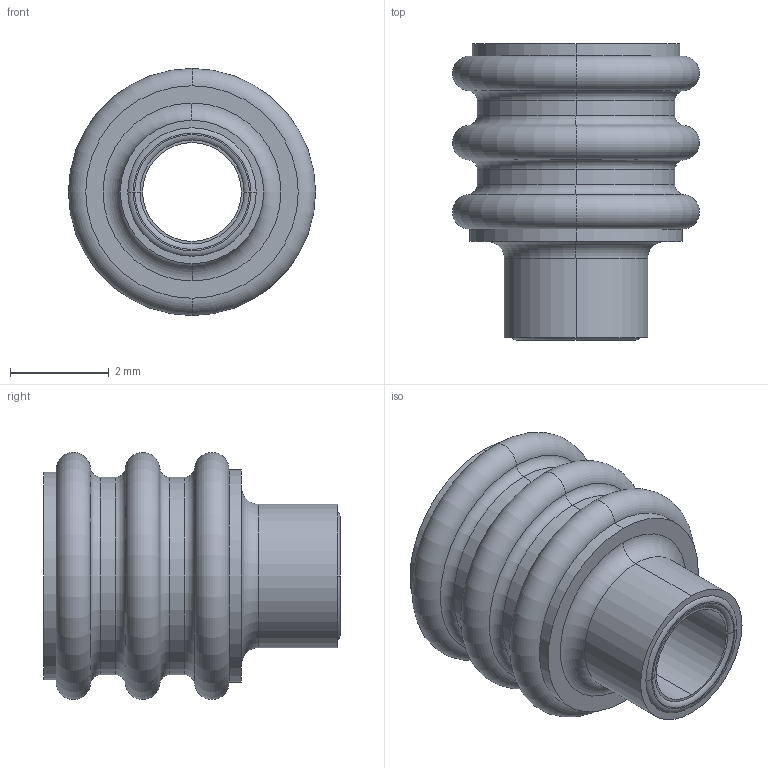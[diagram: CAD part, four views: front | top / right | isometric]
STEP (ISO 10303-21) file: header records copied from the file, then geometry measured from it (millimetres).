
FILE_DESCRIPTION (( 'STEP AP214' ), '1' );
FILE_NAME ('570-260-002.STEP', '2020-09-17T18:29:14', ( '' ), ( '' ), 'SwSTEP 2.0', 'SolidWorks 2020', '' );
FILE_SCHEMA (( 'AUTOMOTIVE_DESIGN' ));
Length unit declared in the file: millimetre
Products named in the file (1): 570-260-002
Bounding box: 5 x 6 x 5 mm (x, y, z)
Volume: 52.4 mm3; surface area: 160.9 mm2
Topology: 1 solids, 1 shells, 61 faces, 122 edges, 66 vertices
Faces by surface type: torus 34, cylinder 12, cone 10, plane 5
Entity records: 1626 total; most frequent: DIRECTION 346, CARTESIAN_POINT 250, ORIENTED_EDGE 244, AXIS2_PLACEMENT_3D 162, EDGE_CURVE 122, CIRCLE 100, VERTEX_POINT 66, EDGE_LOOP 66
